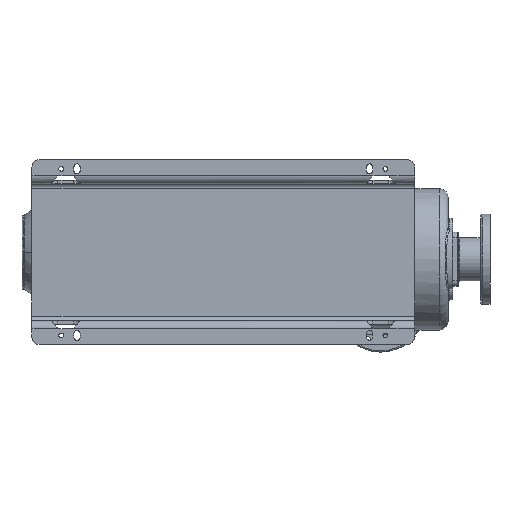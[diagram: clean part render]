
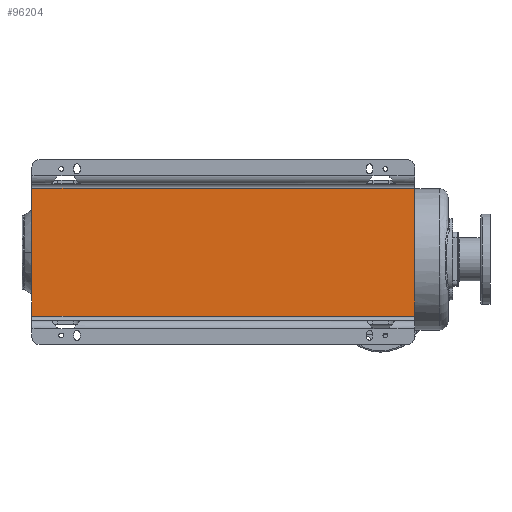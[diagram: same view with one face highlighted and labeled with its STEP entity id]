
A CAD part, front view. The second image highlights one B-rep face of the part: STEP entity #96204.
In plain terms, the highlighted planar face has unit normal (0, -1, 0).
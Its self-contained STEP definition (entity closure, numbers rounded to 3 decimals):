
#492=DIRECTION('',(0.,0.,1.));
#493=VECTOR('',#492,284.);
#494=CARTESIAN_POINT('',(-454.,-168.,-142.));
#495=LINE('',#494,#493);
#12038=DIRECTION('',(0.,0.,1.));
#12039=VECTOR('',#12038,284.);
#12040=CARTESIAN_POINT('',(396.,-168.,-142.));
#12041=LINE('',#12040,#12039);
#12984=DIRECTION('',(1.,0.,0.));
#12985=VECTOR('',#12984,850.);
#12986=CARTESIAN_POINT('',(-454.,-168.,-142.));
#12987=LINE('',#12986,#12985);
#12988=DIRECTION('',(1.,0.,0.));
#12989=VECTOR('',#12988,850.);
#12990=CARTESIAN_POINT('',(-454.,-168.,142.));
#12991=LINE('',#12990,#12989);
#67023=CARTESIAN_POINT('',(-454.,-168.,-142.));
#67024=VERTEX_POINT('',#67023);
#67025=CARTESIAN_POINT('',(-454.,-168.,142.));
#67026=VERTEX_POINT('',#67025);
#67039=CARTESIAN_POINT('',(396.,-168.,-142.));
#67040=VERTEX_POINT('',#67039);
#67041=CARTESIAN_POINT('',(396.,-168.,142.));
#67042=VERTEX_POINT('',#67041);
#96192=CARTESIAN_POINT('',(-454.,-168.,-142.));
#96193=DIRECTION('',(0.,1.,0.));
#96194=DIRECTION('',(0.,0.,1.));
#96195=AXIS2_PLACEMENT_3D('',#96192,#96193,#96194);
#96196=PLANE('',#96195);
#96197=ORIENTED_EDGE('',*,*,#77420,.T.);
#96199=ORIENTED_EDGE('',*,*,#96198,.T.);
#96200=ORIENTED_EDGE('',*,*,#95076,.F.);
#96201=ORIENTED_EDGE('',*,*,#96185,.F.);
#96202=EDGE_LOOP('',(#96197,#96199,#96200,#96201));
#96203=FACE_OUTER_BOUND('',#96202,.F.);
#96204=ADVANCED_FACE('',(#96203),#96196,.F.);
#77420=EDGE_CURVE('',#67024,#67026,#495,.T.);
#95076=EDGE_CURVE('',#67040,#67042,#12041,.T.);
#96185=EDGE_CURVE('',#67024,#67040,#12987,.T.);
#96198=EDGE_CURVE('',#67026,#67042,#12991,.T.);
